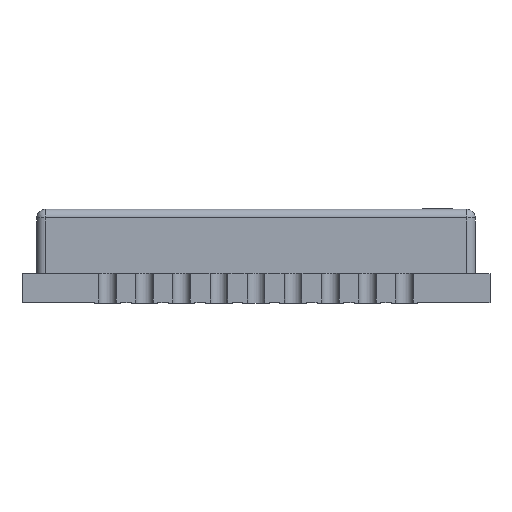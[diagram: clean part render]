
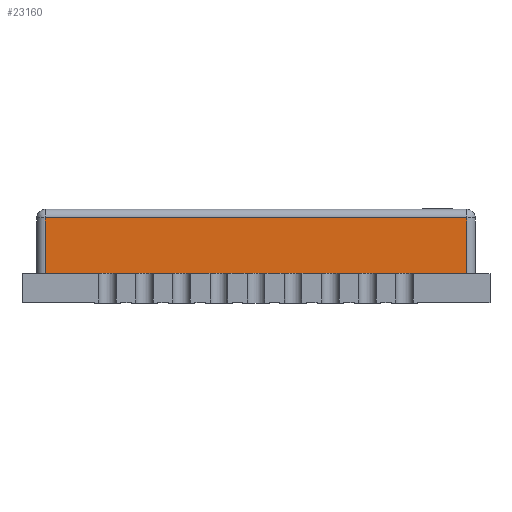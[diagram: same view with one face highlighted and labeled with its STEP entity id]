
A CAD part, front view. The second image highlights one B-rep face of the part: STEP entity #23160.
In plain terms, the highlighted planar face has unit normal (0, -1, 0).
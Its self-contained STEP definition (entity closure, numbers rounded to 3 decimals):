
#339 = VECTOR ( 'NONE', #17100, 1000. ) ;
#1222 = CARTESIAN_POINT ( 'NONE',  ( -7.2, -7.5, 2.9 ) ) ;
#1419 = PLANE ( 'NONE',  #7091 ) ;
#2113 = CARTESIAN_POINT ( 'NONE',  ( 7.2, -7.5, 3.2 ) ) ;
#2538 = CARTESIAN_POINT ( 'NONE',  ( -7.5, -7.5, 1. ) ) ;
#3376 = VERTEX_POINT ( 'NONE', #13167 ) ;
#4575 = CARTESIAN_POINT ( 'NONE',  ( -7.5, -7.5, 2.9 ) ) ;
#4956 = CARTESIAN_POINT ( 'NONE',  ( -7.2, -7.5, 3.2 ) ) ;
#5485 = VECTOR ( 'NONE', #12250, 1000. ) ;
#6640 = CARTESIAN_POINT ( 'NONE',  ( -7.2, -7.5, 1. ) ) ;
#7091 = AXIS2_PLACEMENT_3D ( 'NONE', #19444, #15858, #12278 ) ;
#7171 = EDGE_LOOP ( 'NONE', ( #14921, #17469, #8035, #9397 ) ) ;
#8035 = ORIENTED_EDGE ( 'NONE', *, *, #17773, .T. ) ;
#8911 = EDGE_CURVE ( 'NONE', #3376, #18975, #13217, .T. ) ;
#9397 = ORIENTED_EDGE ( 'NONE', *, *, #22433, .T. ) ;
#9851 = LINE ( 'NONE', #2538, #339 ) ;
#10610 = VECTOR ( 'NONE', #15021, 1000. ) ;
#11306 = VECTOR ( 'NONE', #15564, 1000. ) ;
#12250 = DIRECTION ( 'NONE',  ( 0., 0., -1. ) ) ;
#12278 = DIRECTION ( 'NONE',  ( 0., 0., 1. ) ) ;
#13167 = CARTESIAN_POINT ( 'NONE',  ( 7.2, -7.5, 1. ) ) ;
#13217 = LINE ( 'NONE', #2113, #10610 ) ;
#13361 = VERTEX_POINT ( 'NONE', #6640 ) ;
#14374 = CARTESIAN_POINT ( 'NONE',  ( 7.2, -7.5, 2.9 ) ) ;
#14848 = EDGE_CURVE ( 'NONE', #13361, #3376, #9851, .T. ) ;
#14921 = ORIENTED_EDGE ( 'NONE', *, *, #14848, .T. ) ;
#15021 = DIRECTION ( 'NONE',  ( 0., 0., 1. ) ) ;
#15564 = DIRECTION ( 'NONE',  ( -1., 0., 0. ) ) ;
#15825 = LINE ( 'NONE', #4956, #5485 ) ;
#15858 = DIRECTION ( 'NONE',  ( 0., 1., 0. ) ) ;
#17100 = DIRECTION ( 'NONE',  ( 1., 0., 0. ) ) ;
#17469 = ORIENTED_EDGE ( 'NONE', *, *, #8911, .T. ) ;
#17773 = EDGE_CURVE ( 'NONE', #18975, #20597, #20901, .T. ) ;
#18975 = VERTEX_POINT ( 'NONE', #14374 ) ;
#19444 = CARTESIAN_POINT ( 'NONE',  ( -7.5, -7.5, 3.2 ) ) ;
#20597 = VERTEX_POINT ( 'NONE', #1222 ) ;
#20901 = LINE ( 'NONE', #4575, #11306 ) ;
#22433 = EDGE_CURVE ( 'NONE', #20597, #13361, #15825, .T. ) ;
#23116 = FACE_OUTER_BOUND ( 'NONE', #7171, .T. ) ;
#23160 = ADVANCED_FACE ( 'NONE', ( #23116 ), #1419, .F. ) ;
